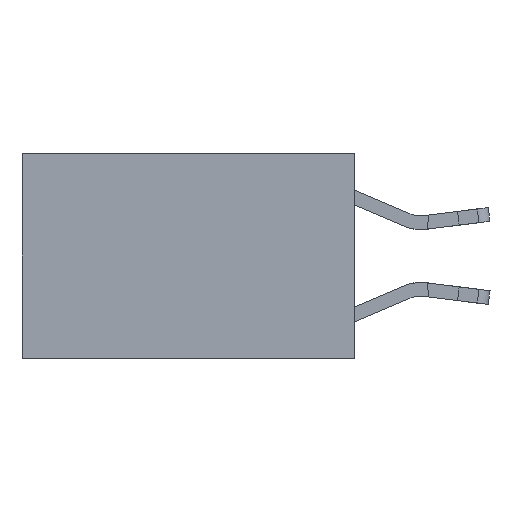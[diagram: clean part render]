
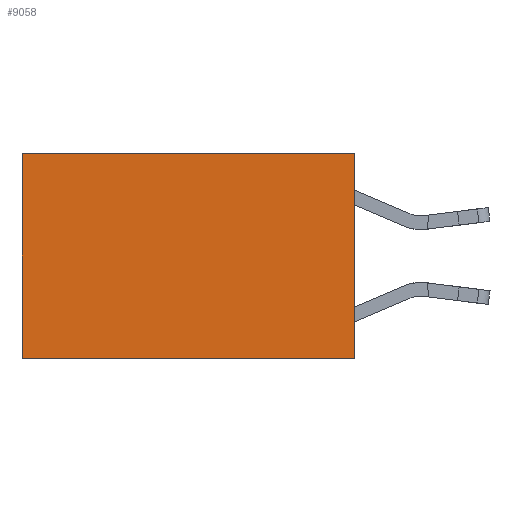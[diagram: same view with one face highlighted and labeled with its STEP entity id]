
A CAD part, left-side view. The second image highlights one B-rep face of the part: STEP entity #9058.
In plain terms, the highlighted planar face has unit normal (-1, 0, 0).
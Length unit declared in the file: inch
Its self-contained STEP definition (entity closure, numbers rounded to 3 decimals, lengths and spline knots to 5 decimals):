
#1209 = CARTESIAN_POINT ( 'NONE',  ( 0.2625, 0., 0. ) ) ;
#1229 = VERTEX_POINT ( 'NONE', #3629 ) ;
#1772 = EDGE_CURVE ( 'NONE', #16210, #3876, #11449, .T. ) ;
#2504 = DIRECTION ( 'NONE',  ( 1., 0., 0. ) ) ;
#3399 = EDGE_LOOP ( 'NONE', ( #15101, #17234, #8018, #12840 ) ) ;
#3629 = CARTESIAN_POINT ( 'NONE',  ( 0.2625, 0., -0.37 ) ) ;
#3876 = VERTEX_POINT ( 'NONE', #7194 ) ;
#3947 = CARTESIAN_POINT ( 'NONE',  ( 0.2625, 0.6, 0. ) ) ;
#4505 = CARTESIAN_POINT ( 'NONE',  ( 0.2625, 0.6, -0.37 ) ) ;
#5051 = CARTESIAN_POINT ( 'NONE',  ( 0.2625, 0., 0. ) ) ;
#5765 = VECTOR ( 'NONE', #6599, 39.37008 ) ;
#6062 = DIRECTION ( 'NONE',  ( 0., 1., 0. ) ) ;
#6599 = DIRECTION ( 'NONE',  ( 0., 0., -1. ) ) ;
#6901 = VERTEX_POINT ( 'NONE', #4505 ) ;
#7054 = CARTESIAN_POINT ( 'NONE',  ( 0.2625, 0., 0. ) ) ;
#7194 = CARTESIAN_POINT ( 'NONE',  ( 0.2625, 0.6, 0. ) ) ;
#8018 = ORIENTED_EDGE ( 'NONE', *, *, #13259, .F. ) ;
#9058 = ADVANCED_FACE ( 'NONE', ( #17634 ), #15170, .F. ) ;
#9364 = AXIS2_PLACEMENT_3D ( 'NONE', #10949, #2504, #12365 ) ;
#10145 = LINE ( 'NONE', #12545, #16700 ) ;
#10949 = CARTESIAN_POINT ( 'NONE',  ( 0.2625, 0., 0. ) ) ;
#11206 = VECTOR ( 'NONE', #13718, 39.37008 ) ;
#11449 = LINE ( 'NONE', #5051, #11206 ) ;
#12365 = DIRECTION ( 'NONE',  ( 0., 0., -1. ) ) ;
#12545 = CARTESIAN_POINT ( 'NONE',  ( 0.2625, 0., -0.37 ) ) ;
#12634 = DIRECTION ( 'NONE',  ( 0., 0., -1. ) ) ;
#12840 = ORIENTED_EDGE ( 'NONE', *, *, #1772, .T. ) ;
#13259 = EDGE_CURVE ( 'NONE', #16210, #1229, #16331, .T. ) ;
#13678 = LINE ( 'NONE', #3947, #5765 ) ;
#13718 = DIRECTION ( 'NONE',  ( 0., 1., 0. ) ) ;
#14731 = EDGE_CURVE ( 'NONE', #3876, #6901, #13678, .T. ) ;
#15046 = EDGE_CURVE ( 'NONE', #1229, #6901, #10145, .T. ) ;
#15101 = ORIENTED_EDGE ( 'NONE', *, *, #14731, .T. ) ;
#15170 = PLANE ( 'NONE',  #9364 ) ;
#16210 = VERTEX_POINT ( 'NONE', #1209 ) ;
#16331 = LINE ( 'NONE', #7054, #16984 ) ;
#16700 = VECTOR ( 'NONE', #6062, 39.37008 ) ;
#16984 = VECTOR ( 'NONE', #12634, 39.37008 ) ;
#17234 = ORIENTED_EDGE ( 'NONE', *, *, #15046, .F. ) ;
#17634 = FACE_OUTER_BOUND ( 'NONE', #3399, .T. ) ;
